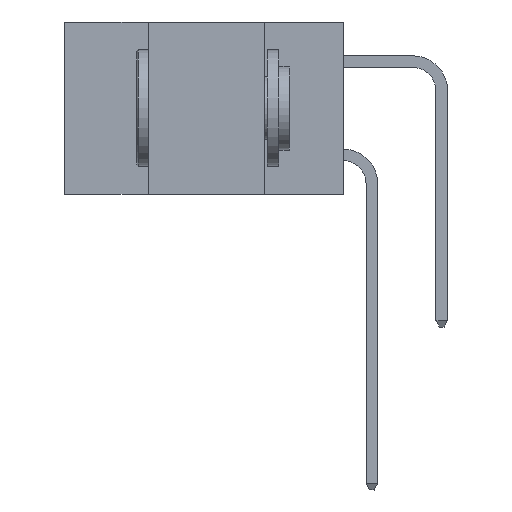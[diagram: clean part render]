
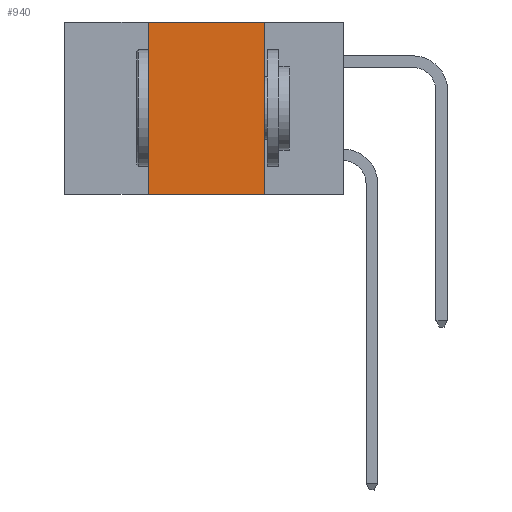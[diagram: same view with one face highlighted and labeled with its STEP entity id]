
A CAD part, left-side view. The second image highlights one B-rep face of the part: STEP entity #940.
In plain terms, the highlighted planar face has unit normal (-1, 0, 0).
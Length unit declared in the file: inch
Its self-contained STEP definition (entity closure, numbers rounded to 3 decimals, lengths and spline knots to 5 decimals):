
#96 = LINE ( 'NONE', #9784, #1142 ) ;
#605 = FACE_OUTER_BOUND ( 'NONE', #7239, .T. ) ;
#940 = ADVANCED_FACE ( 'NONE', ( #605 ), #4360, .F. ) ;
#953 = EDGE_CURVE ( 'NONE', #4491, #4591, #6364, .T. ) ;
#1142 = VECTOR ( 'NONE', #10942, 39.37008 ) ;
#1284 = CARTESIAN_POINT ( 'NONE',  ( 0., 0.6, -0.37 ) ) ;
#2025 = VECTOR ( 'NONE', #10606, 39.37008 ) ;
#3371 = CARTESIAN_POINT ( 'NONE',  ( 0., 0.17, 0. ) ) ;
#4001 = ORIENTED_EDGE ( 'NONE', *, *, #4340, .T. ) ;
#4340 = EDGE_CURVE ( 'NONE', #7323, #4591, #8775, .T. ) ;
#4360 = PLANE ( 'NONE',  #11170 ) ;
#4491 = VERTEX_POINT ( 'NONE', #6530 ) ;
#4591 = VERTEX_POINT ( 'NONE', #12171 ) ;
#4932 = CARTESIAN_POINT ( 'NONE',  ( 0., 0.6, 0. ) ) ;
#5271 = DIRECTION ( 'NONE',  ( 0., 0., -1. ) ) ;
#6077 = ORIENTED_EDGE ( 'NONE', *, *, #953, .F. ) ;
#6364 = LINE ( 'NONE', #3371, #8630 ) ;
#6530 = CARTESIAN_POINT ( 'NONE',  ( 0., 0.17, 0. ) ) ;
#7026 = CARTESIAN_POINT ( 'NONE',  ( 0., 0.42, 0. ) ) ;
#7239 = EDGE_LOOP ( 'NONE', ( #6077, #8978, #7439, #4001 ) ) ;
#7281 = DIRECTION ( 'NONE',  ( 0., 0., -1. ) ) ;
#7323 = VERTEX_POINT ( 'NONE', #10790 ) ;
#7439 = ORIENTED_EDGE ( 'NONE', *, *, #8007, .F. ) ;
#8007 = EDGE_CURVE ( 'NONE', #7323, #10800, #96, .T. ) ;
#8630 = VECTOR ( 'NONE', #7281, 39.37008 ) ;
#8775 = LINE ( 'NONE', #1284, #9236 ) ;
#8978 = ORIENTED_EDGE ( 'NONE', *, *, #9426, .F. ) ;
#9236 = VECTOR ( 'NONE', #10057, 39.37008 ) ;
#9426 = EDGE_CURVE ( 'NONE', #10800, #4491, #9727, .T. ) ;
#9727 = LINE ( 'NONE', #4932, #2025 ) ;
#9784 = CARTESIAN_POINT ( 'NONE',  ( 0., 0.42, 0. ) ) ;
#10057 = DIRECTION ( 'NONE',  ( 0., -1., 0. ) ) ;
#10606 = DIRECTION ( 'NONE',  ( 0., -1., 0. ) ) ;
#10790 = CARTESIAN_POINT ( 'NONE',  ( 0., 0.42, -0.37 ) ) ;
#10800 = VERTEX_POINT ( 'NONE', #7026 ) ;
#10942 = DIRECTION ( 'NONE',  ( 0., 0., 1. ) ) ;
#11076 = CARTESIAN_POINT ( 'NONE',  ( 0., 0.6, 0. ) ) ;
#11170 = AXIS2_PLACEMENT_3D ( 'NONE', #11076, #12101, #5271 ) ;
#12101 = DIRECTION ( 'NONE',  ( 1., 0., 0. ) ) ;
#12171 = CARTESIAN_POINT ( 'NONE',  ( 0., 0.17, -0.37 ) ) ;
